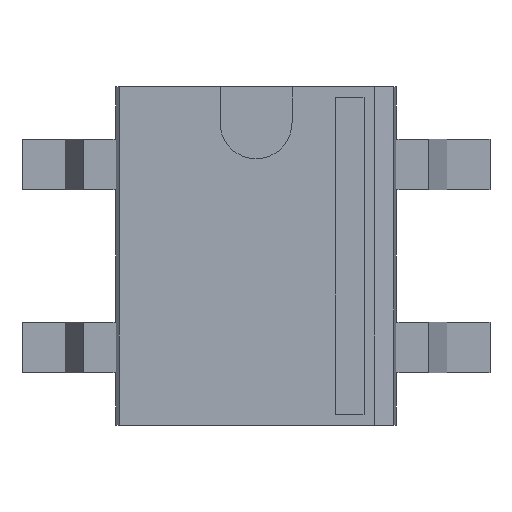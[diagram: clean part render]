
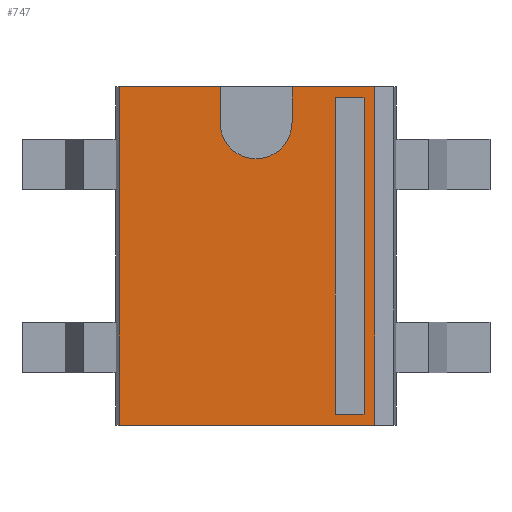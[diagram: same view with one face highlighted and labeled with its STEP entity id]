
A CAD part, top view. The second image highlights one B-rep face of the part: STEP entity #747.
In plain terms, the highlighted planar face has unit normal (0, 0, 1).
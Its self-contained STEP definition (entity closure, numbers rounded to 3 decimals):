
#387 = VERTEX_POINT('',#388);
#388 = CARTESIAN_POINT('',(-1.9,2.35,1.6));
#394 = EDGE_CURVE('',#387,#395,#397,.T.);
#395 = VERTEX_POINT('',#396);
#396 = CARTESIAN_POINT('',(-1.9,-2.35,1.6));
#397 = LINE('',#398,#399);
#398 = CARTESIAN_POINT('',(-1.9,2.35,1.6));
#399 = VECTOR('',#400,1.);
#400 = DIRECTION('',(0.,-1.,0.));
#447 = VERTEX_POINT('',#448);
#448 = CARTESIAN_POINT('',(1.65,2.35,1.6));
#478 = EDGE_CURVE('',#479,#387,#481,.T.);
#479 = VERTEX_POINT('',#480);
#480 = CARTESIAN_POINT('',(-0.5,2.35,1.6));
#481 = LINE('',#482,#483);
#482 = CARTESIAN_POINT('',(1.9,2.35,1.6));
#483 = VECTOR('',#484,1.);
#484 = DIRECTION('',(-1.,0.,0.));
#503 = VERTEX_POINT('',#504);
#504 = CARTESIAN_POINT('',(0.5,2.35,1.6));
#510 = EDGE_CURVE('',#447,#503,#511,.T.);
#511 = LINE('',#512,#513);
#512 = CARTESIAN_POINT('',(1.9,2.35,1.6));
#513 = VECTOR('',#514,1.);
#514 = DIRECTION('',(-1.,0.,0.));
#567 = EDGE_CURVE('',#568,#395,#570,.T.);
#568 = VERTEX_POINT('',#569);
#569 = CARTESIAN_POINT('',(1.65,-2.35,1.6));
#570 = LINE('',#571,#572);
#571 = CARTESIAN_POINT('',(1.9,-2.35,1.6));
#572 = VECTOR('',#573,1.);
#573 = DIRECTION('',(-1.,0.,0.));
#747 = ADVANCED_FACE('',(#748,#783),#817,.F.);
#748 = FACE_BOUND('',#749,.F.);
#749 = EDGE_LOOP('',(#750,#751,#757,#758,#759,#760,#768,#777));
#750 = ORIENTED_EDGE('',*,*,#510,.F.);
#751 = ORIENTED_EDGE('',*,*,#752,.T.);
#752 = EDGE_CURVE('',#447,#568,#753,.T.);
#753 = LINE('',#754,#755);
#754 = CARTESIAN_POINT('',(1.65,2.35,1.6));
#755 = VECTOR('',#756,1.);
#756 = DIRECTION('',(0.,-1.,0.));
#757 = ORIENTED_EDGE('',*,*,#567,.T.);
#758 = ORIENTED_EDGE('',*,*,#394,.F.);
#759 = ORIENTED_EDGE('',*,*,#478,.F.);
#760 = ORIENTED_EDGE('',*,*,#761,.T.);
#761 = EDGE_CURVE('',#479,#762,#764,.T.);
#762 = VERTEX_POINT('',#763);
#763 = CARTESIAN_POINT('',(-0.5,1.85,1.6));
#764 = LINE('',#765,#766);
#765 = CARTESIAN_POINT('',(-0.5,2.35,1.6));
#766 = VECTOR('',#767,1.);
#767 = DIRECTION('',(0.,-1.,0.));
#768 = ORIENTED_EDGE('',*,*,#769,.T.);
#769 = EDGE_CURVE('',#762,#770,#772,.T.);
#770 = VERTEX_POINT('',#771);
#771 = CARTESIAN_POINT('',(0.5,1.85,1.6));
#772 = CIRCLE('',#773,0.5);
#773 = AXIS2_PLACEMENT_3D('',#774,#775,#776);
#774 = CARTESIAN_POINT('',(0.,1.85,1.6));
#775 = DIRECTION('',(0.,0.,1.));
#776 = DIRECTION('',(-1.,0.,0.));
#777 = ORIENTED_EDGE('',*,*,#778,.T.);
#778 = EDGE_CURVE('',#770,#503,#779,.T.);
#779 = LINE('',#780,#781);
#780 = CARTESIAN_POINT('',(0.5,1.85,1.6));
#781 = VECTOR('',#782,1.);
#782 = DIRECTION('',(0.,1.,0.));
#783 = FACE_BOUND('',#784,.F.);
#784 = EDGE_LOOP('',(#785,#795,#803,#811));
#785 = ORIENTED_EDGE('',*,*,#786,.T.);
#786 = EDGE_CURVE('',#787,#789,#791,.T.);
#787 = VERTEX_POINT('',#788);
#788 = CARTESIAN_POINT('',(1.5,-2.2,1.6));
#789 = VERTEX_POINT('',#790);
#790 = CARTESIAN_POINT('',(1.5,2.2,1.6));
#791 = LINE('',#792,#793);
#792 = CARTESIAN_POINT('',(1.5,2.275,1.6));
#793 = VECTOR('',#794,1.);
#794 = DIRECTION('',(0.,1.,0.));
#795 = ORIENTED_EDGE('',*,*,#796,.T.);
#796 = EDGE_CURVE('',#789,#797,#799,.T.);
#797 = VERTEX_POINT('',#798);
#798 = CARTESIAN_POINT('',(1.1,2.2,1.6));
#799 = LINE('',#800,#801);
#800 = CARTESIAN_POINT('',(1.5,2.2,1.6));
#801 = VECTOR('',#802,1.);
#802 = DIRECTION('',(-1.,0.,0.));
#803 = ORIENTED_EDGE('',*,*,#804,.T.);
#804 = EDGE_CURVE('',#797,#805,#807,.T.);
#805 = VERTEX_POINT('',#806);
#806 = CARTESIAN_POINT('',(1.1,-2.2,1.6));
#807 = LINE('',#808,#809);
#808 = CARTESIAN_POINT('',(1.1,0.075,1.6));
#809 = VECTOR('',#810,1.);
#810 = DIRECTION('',(0.,-1.,0.));
#811 = ORIENTED_EDGE('',*,*,#812,.T.);
#812 = EDGE_CURVE('',#805,#787,#813,.T.);
#813 = LINE('',#814,#815);
#814 = CARTESIAN_POINT('',(1.7,-2.2,1.6));
#815 = VECTOR('',#816,1.);
#816 = DIRECTION('',(1.,0.,0.));
#817 = PLANE('',#818);
#818 = AXIS2_PLACEMENT_3D('',#819,#820,#821);
#819 = CARTESIAN_POINT('',(1.9,2.35,1.6));
#820 = DIRECTION('',(0.,0.,-1.));
#821 = DIRECTION('',(-1.,0.,0.));
